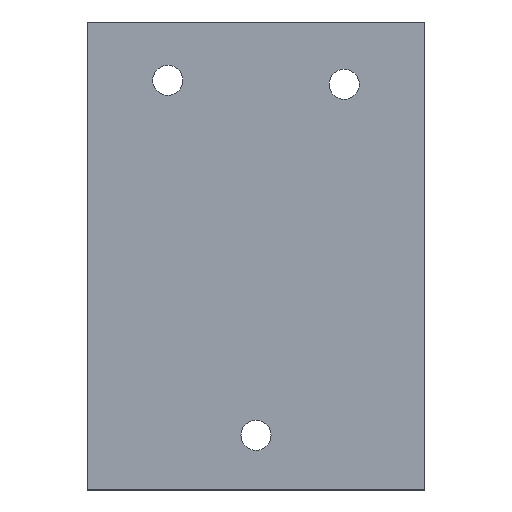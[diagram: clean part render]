
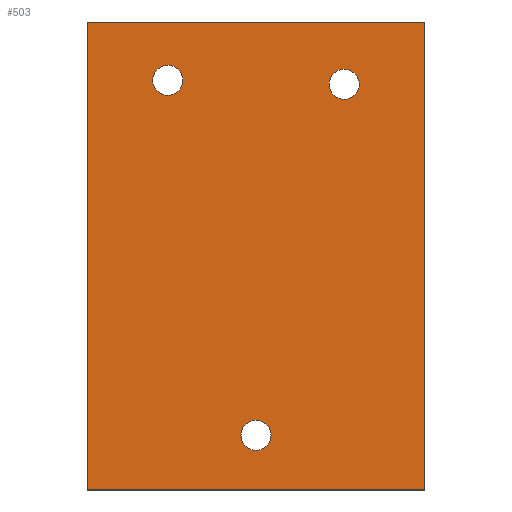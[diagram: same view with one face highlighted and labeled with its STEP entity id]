
A CAD part, top view. The second image highlights one B-rep face of the part: STEP entity #503.
In plain terms, the highlighted planar face has unit normal (0, 0, 1).
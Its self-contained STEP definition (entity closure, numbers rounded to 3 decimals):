
#27=FACE_BOUND('',#99,.T.);
#28=FACE_BOUND('',#100,.T.);
#29=FACE_BOUND('',#101,.T.);
#43=CIRCLE('',#543,1.5);
#45=CIRCLE('',#546,1.5);
#46=CIRCLE('',#548,1.5);
#70=FACE_OUTER_BOUND('',#98,.T.);
#98=EDGE_LOOP('',(#368,#369,#370,#371));
#99=EDGE_LOOP('',(#372));
#100=EDGE_LOOP('',(#373));
#101=EDGE_LOOP('',(#374));
#146=LINE('',#775,#193);
#147=LINE('',#777,#194);
#148=LINE('',#779,#195);
#149=LINE('',#780,#196);
#193=VECTOR('',#627,10.);
#194=VECTOR('',#628,10.);
#195=VECTOR('',#629,10.);
#196=VECTOR('',#630,10.);
#236=VERTEX_POINT('',#757);
#238=VERTEX_POINT('',#763);
#239=VERTEX_POINT('',#767);
#241=VERTEX_POINT('',#773);
#242=VERTEX_POINT('',#774);
#243=VERTEX_POINT('',#776);
#244=VERTEX_POINT('',#778);
#284=EDGE_CURVE('',#236,#236,#43,.T.);
#287=EDGE_CURVE('',#238,#238,#45,.T.);
#289=EDGE_CURVE('',#239,#239,#46,.T.);
#292=EDGE_CURVE('',#241,#242,#146,.T.);
#293=EDGE_CURVE('',#242,#243,#147,.T.);
#294=EDGE_CURVE('',#243,#244,#148,.T.);
#295=EDGE_CURVE('',#244,#241,#149,.T.);
#368=ORIENTED_EDGE('',*,*,#292,.T.);
#369=ORIENTED_EDGE('',*,*,#293,.T.);
#370=ORIENTED_EDGE('',*,*,#294,.T.);
#371=ORIENTED_EDGE('',*,*,#295,.T.);
#372=ORIENTED_EDGE('',*,*,#289,.T.);
#373=ORIENTED_EDGE('',*,*,#287,.T.);
#374=ORIENTED_EDGE('',*,*,#284,.T.);
#484=PLANE('',#550);
#503=ADVANCED_FACE('',(#70,#27,#28,#29),#484,.T.);
#543=AXIS2_PLACEMENT_3D('',#758,#608,#609);
#546=AXIS2_PLACEMENT_3D('',#764,#615,#616);
#548=AXIS2_PLACEMENT_3D('',#768,#620,#621);
#550=AXIS2_PLACEMENT_3D('',#772,#625,#626);
#608=DIRECTION('center_axis',(0.,0.,-1.));
#609=DIRECTION('ref_axis',(1.,0.,0.));
#615=DIRECTION('center_axis',(0.,0.,-1.));
#616=DIRECTION('ref_axis',(1.,0.,0.));
#620=DIRECTION('center_axis',(0.,0.,-1.));
#621=DIRECTION('ref_axis',(1.,0.,0.));
#625=DIRECTION('center_axis',(0.,0.,1.));
#626=DIRECTION('ref_axis',(1.,0.,0.));
#627=DIRECTION('',(1.,0.,0.));
#628=DIRECTION('',(0.,1.,0.));
#629=DIRECTION('',(-1.,0.,0.));
#630=DIRECTION('',(0.,-1.,0.));
#757=CARTESIAN_POINT('',(18.54,32.3,25.));
#758=CARTESIAN_POINT('Origin',(20.04,32.3,25.));
#763=CARTESIAN_POINT('',(9.77,-2.6,25.));
#764=CARTESIAN_POINT('Origin',(11.27,-2.6,25.));
#767=CARTESIAN_POINT('',(1.,32.7,25.));
#768=CARTESIAN_POINT('Origin',(2.5,32.7,25.));
#772=CARTESIAN_POINT('Origin',(11.27,15.25,25.));
#773=CARTESIAN_POINT('',(-5.5,-8.,25.));
#774=CARTESIAN_POINT('',(28.04,-8.,25.));
#775=CARTESIAN_POINT('',(28.04,-8.,25.));
#776=CARTESIAN_POINT('',(28.04,38.5,25.));
#777=CARTESIAN_POINT('',(28.04,38.5,25.));
#778=CARTESIAN_POINT('',(-5.5,38.5,25.));
#779=CARTESIAN_POINT('',(-5.5,38.5,25.));
#780=CARTESIAN_POINT('',(-5.5,-8.,25.));
